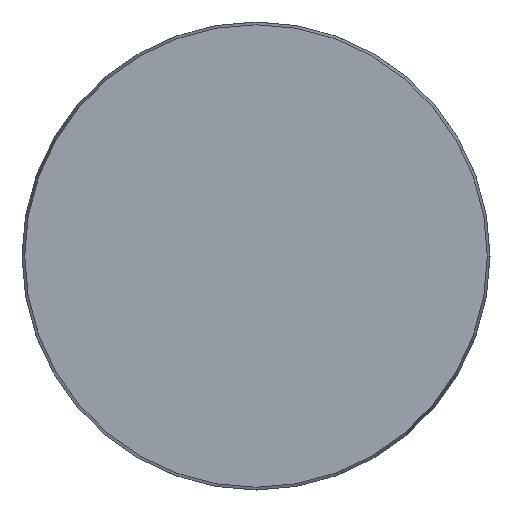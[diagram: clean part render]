
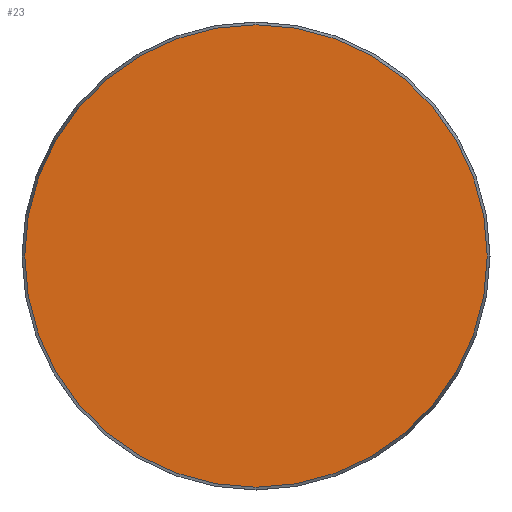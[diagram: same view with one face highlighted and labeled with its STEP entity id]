
A CAD part, front view. The second image highlights one B-rep face of the part: STEP entity #23.
In plain terms, the highlighted planar face has unit normal (0, -1, 0).
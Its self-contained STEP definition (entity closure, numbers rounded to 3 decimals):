
#23 = ADVANCED_FACE ( 'NONE', ( #611 ), #62, .F. ) ;
#61 = DIRECTION ( 'NONE',  ( 0., 0., -1. ) ) ;
#62 = PLANE ( 'NONE',  #623 ) ;
#127 = DIRECTION ( 'NONE',  ( 0., 0., 1. ) ) ;
#178 = CARTESIAN_POINT ( 'NONE',  ( -48.425, 0., 0. ) ) ;
#275 = CIRCLE ( 'NONE', #466, 48.425 ) ;
#385 = EDGE_LOOP ( 'NONE', ( #652 ) ) ;
#395 = DIRECTION ( 'NONE',  ( 0., 1., 0. ) ) ;
#466 = AXIS2_PLACEMENT_3D ( 'NONE', #603, #552, #61 ) ;
#502 = EDGE_CURVE ( 'NONE', #570, #570, #275, .T. ) ;
#552 = DIRECTION ( 'NONE',  ( 0., -1., 0. ) ) ;
#570 = VERTEX_POINT ( 'NONE', #586 ) ;
#586 = CARTESIAN_POINT ( 'NONE',  ( 0., 0., -48.425 ) ) ;
#603 = CARTESIAN_POINT ( 'NONE',  ( 0., 0., 0. ) ) ;
#611 = FACE_OUTER_BOUND ( 'NONE', #385, .T. ) ;
#623 = AXIS2_PLACEMENT_3D ( 'NONE', #178, #395, #127 ) ;
#652 = ORIENTED_EDGE ( 'NONE', *, *, #502, .T. ) ;
